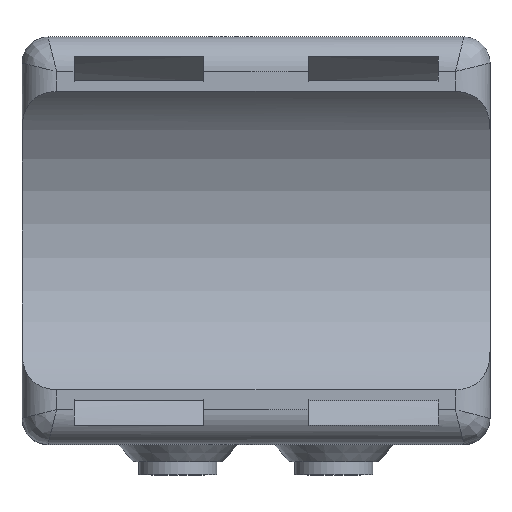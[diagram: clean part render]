
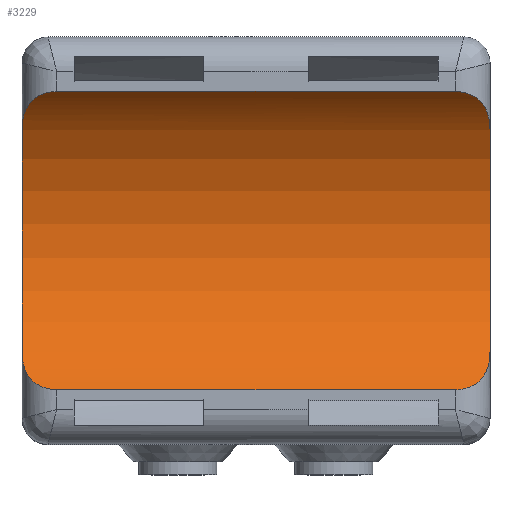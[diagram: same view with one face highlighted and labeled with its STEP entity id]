
A CAD part, top view. The second image highlights one B-rep face of the part: STEP entity #3229.
In plain terms, the highlighted cylindrical face has radius 22.5 mm (diameter 45 mm), a partial arc.
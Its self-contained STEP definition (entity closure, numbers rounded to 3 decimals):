
#31=B_SPLINE_CURVE_WITH_KNOTS('',3,(#5509,#5510,#5511,#5512,#5513,#5514,
#5515,#5516,#5517,#5518),.UNSPECIFIED.,.F.,.F.,(4,2,2,2,4),(2.14,
2.285,2.43,2.668,2.906),
 .UNSPECIFIED.);
#32=B_SPLINE_CURVE_WITH_KNOTS('',3,(#5524,#5525,#5526,#5527,#5528,#5529,
#5530,#5531,#5532,#5533),.UNSPECIFIED.,.F.,.F.,(4,2,2,2,4),(1.347,
1.585,1.823,1.968,2.113),
 .UNSPECIFIED.);
#33=B_SPLINE_CURVE_WITH_KNOTS('',3,(#5541,#5542,#5543,#5544,#5545,#5546,
#5547,#5548,#5549,#5550),.UNSPECIFIED.,.F.,.F.,(4,2,2,2,4),(2.14,
2.285,2.43,2.668,2.906),
 .UNSPECIFIED.);
#34=B_SPLINE_CURVE_WITH_KNOTS('',3,(#5554,#5555,#5556,#5557,#5558,#5559,
#5560,#5561,#5562,#5563),.UNSPECIFIED.,.F.,.F.,(4,2,2,2,4),(1.373,
1.611,1.849,1.995,2.14),
 .UNSPECIFIED.);
#318=CIRCLE('',#3584,22.5);
#319=CIRCLE('',#3585,22.5);
#493=FACE_OUTER_BOUND('',#700,.T.);
#700=EDGE_LOOP('',(#2904,#2905,#2906,#2907,#2908,#2909,#2910,#2911));
#1026=LINE('',#5536,#1331);
#1027=LINE('',#5552,#1332);
#1331=VECTOR('',#4498,10.);
#1332=VECTOR('',#4503,10.);
#1619=VERTEX_POINT('',#5506);
#1620=VERTEX_POINT('',#5508);
#1621=VERTEX_POINT('',#5521);
#1622=VERTEX_POINT('',#5523);
#1623=VERTEX_POINT('',#5538);
#1624=VERTEX_POINT('',#5540);
#1625=VERTEX_POINT('',#5551);
#1626=VERTEX_POINT('',#5553);
#2057=EDGE_CURVE('',#1619,#1620,#31,.T.);
#2060=EDGE_CURVE('',#1621,#1622,#32,.T.);
#2062=EDGE_CURVE('',#1622,#1619,#1026,.T.);
#2063=EDGE_CURVE('',#1623,#1621,#318,.T.);
#2064=EDGE_CURVE('',#1624,#1623,#33,.T.);
#2065=EDGE_CURVE('',#1625,#1624,#1027,.T.);
#2066=EDGE_CURVE('',#1626,#1625,#34,.T.);
#2067=EDGE_CURVE('',#1620,#1626,#319,.T.);
#2904=ORIENTED_EDGE('',*,*,#2057,.F.);
#2905=ORIENTED_EDGE('',*,*,#2062,.F.);
#2906=ORIENTED_EDGE('',*,*,#2060,.F.);
#2907=ORIENTED_EDGE('',*,*,#2063,.F.);
#2908=ORIENTED_EDGE('',*,*,#2064,.F.);
#2909=ORIENTED_EDGE('',*,*,#2065,.F.);
#2910=ORIENTED_EDGE('',*,*,#2066,.F.);
#2911=ORIENTED_EDGE('',*,*,#2067,.F.);
#3055=CYLINDRICAL_SURFACE('',#3583,22.5);
#3229=ADVANCED_FACE('',(#493),#3055,.F.);
#3583=AXIS2_PLACEMENT_3D('',#5537,#4499,#4500);
#3584=AXIS2_PLACEMENT_3D('',#5539,#4501,#4502);
#3585=AXIS2_PLACEMENT_3D('',#5564,#4504,#4505);
#4498=DIRECTION('',(-1.,0.,0.));
#4499=DIRECTION('center_axis',(1.,0.,0.));
#4500=DIRECTION('ref_axis',(0.,-1.,0.));
#4501=DIRECTION('center_axis',(-1.,0.,0.));
#4502=DIRECTION('ref_axis',(0.,-1.,0.));
#4503=DIRECTION('',(1.,0.,0.));
#4504=DIRECTION('center_axis',(1.,0.,0.));
#4505=DIRECTION('ref_axis',(0.,-1.,0.));
#5506=CARTESIAN_POINT('',(-23.,6.295,24.));
#5508=CARTESIAN_POINT('',(-27.,10.694,20.));
#5509=CARTESIAN_POINT('Ctrl Pts',(-23.,6.295,24.));
#5510=CARTESIAN_POINT('Ctrl Pts',(-23.484,6.295,24.));
#5511=CARTESIAN_POINT('Ctrl Pts',(-23.989,6.373,23.906));
#5512=CARTESIAN_POINT('Ctrl Pts',(-24.896,6.678,23.555));
#5513=CARTESIAN_POINT('Ctrl Pts',(-25.298,6.906,23.3));
#5514=CARTESIAN_POINT('Ctrl Pts',(-26.121,7.578,22.591));
#5515=CARTESIAN_POINT('Ctrl Pts',(-26.482,8.125,22.053));
#5516=CARTESIAN_POINT('Ctrl Pts',(-26.92,9.356,20.982));
#5517=CARTESIAN_POINT('Ctrl Pts',(-27.,10.041,20.452));
#5518=CARTESIAN_POINT('Ctrl Pts',(-27.,10.694,20.));
#5521=CARTESIAN_POINT('',(27.,10.694,20.));
#5523=CARTESIAN_POINT('',(23.,6.295,24.));
#5524=CARTESIAN_POINT('Ctrl Pts',(27.,10.694,20.));
#5525=CARTESIAN_POINT('Ctrl Pts',(27.,10.041,20.452));
#5526=CARTESIAN_POINT('Ctrl Pts',(26.92,9.356,20.982));
#5527=CARTESIAN_POINT('Ctrl Pts',(26.482,8.125,22.053));
#5528=CARTESIAN_POINT('Ctrl Pts',(26.121,7.578,22.591));
#5529=CARTESIAN_POINT('Ctrl Pts',(25.298,6.906,23.3));
#5530=CARTESIAN_POINT('Ctrl Pts',(24.896,6.678,23.555));
#5531=CARTESIAN_POINT('Ctrl Pts',(23.989,6.373,23.906));
#5532=CARTESIAN_POINT('Ctrl Pts',(23.484,6.295,24.));
#5533=CARTESIAN_POINT('Ctrl Pts',(23.,6.295,24.));
#5536=CARTESIAN_POINT('',(-27.,6.295,24.));
#5537=CARTESIAN_POINT('Origin',(-27.,23.5,38.5));
#5538=CARTESIAN_POINT('',(27.,36.306,20.));
#5539=CARTESIAN_POINT('Origin',(27.,23.5,38.5));
#5540=CARTESIAN_POINT('',(23.,40.705,24.));
#5541=CARTESIAN_POINT('Ctrl Pts',(23.,40.705,24.));
#5542=CARTESIAN_POINT('Ctrl Pts',(23.484,40.705,24.));
#5543=CARTESIAN_POINT('Ctrl Pts',(23.989,40.627,23.906));
#5544=CARTESIAN_POINT('Ctrl Pts',(24.896,40.322,23.555));
#5545=CARTESIAN_POINT('Ctrl Pts',(25.298,40.094,23.3));
#5546=CARTESIAN_POINT('Ctrl Pts',(26.121,39.422,22.591));
#5547=CARTESIAN_POINT('Ctrl Pts',(26.482,38.875,22.053));
#5548=CARTESIAN_POINT('Ctrl Pts',(26.92,37.644,20.982));
#5549=CARTESIAN_POINT('Ctrl Pts',(27.,36.959,20.452));
#5550=CARTESIAN_POINT('Ctrl Pts',(27.,36.306,20.));
#5551=CARTESIAN_POINT('',(-23.,40.705,24.));
#5552=CARTESIAN_POINT('',(-27.,40.705,24.));
#5553=CARTESIAN_POINT('',(-27.,36.306,20.));
#5554=CARTESIAN_POINT('Ctrl Pts',(-27.,36.306,20.));
#5555=CARTESIAN_POINT('Ctrl Pts',(-27.,36.959,20.452));
#5556=CARTESIAN_POINT('Ctrl Pts',(-26.92,37.644,20.982));
#5557=CARTESIAN_POINT('Ctrl Pts',(-26.482,38.875,22.053));
#5558=CARTESIAN_POINT('Ctrl Pts',(-26.121,39.422,22.591));
#5559=CARTESIAN_POINT('Ctrl Pts',(-25.298,40.094,23.3));
#5560=CARTESIAN_POINT('Ctrl Pts',(-24.896,40.322,23.555));
#5561=CARTESIAN_POINT('Ctrl Pts',(-23.989,40.627,23.906));
#5562=CARTESIAN_POINT('Ctrl Pts',(-23.484,40.705,24.));
#5563=CARTESIAN_POINT('Ctrl Pts',(-23.,40.705,24.));
#5564=CARTESIAN_POINT('Origin',(-27.,23.5,38.5));
